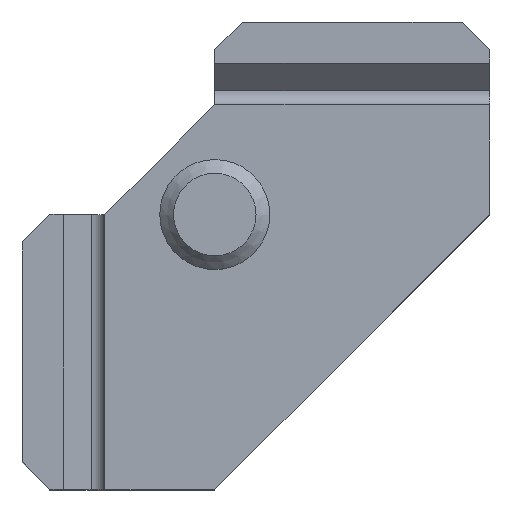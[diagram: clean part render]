
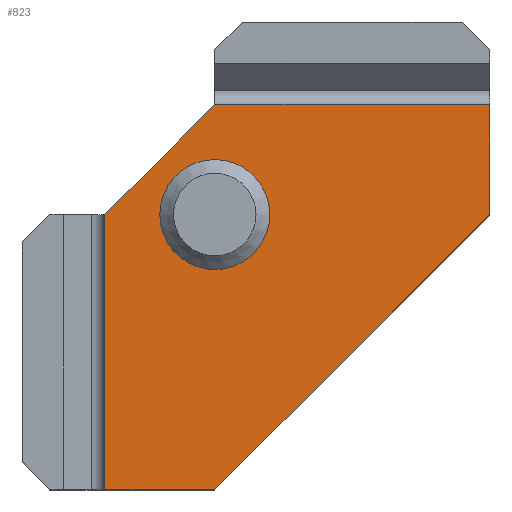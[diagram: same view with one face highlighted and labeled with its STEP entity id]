
A CAD part, top view. The second image highlights one B-rep face of the part: STEP entity #823.
In plain terms, the highlighted planar face has unit normal (0, 0, 1).
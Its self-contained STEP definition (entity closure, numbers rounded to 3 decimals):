
#32 = PLANE('',#33);
#33 = AXIS2_PLACEMENT_3D('',#34,#35,#36);
#34 = CARTESIAN_POINT('',(10.,7.,0.));
#35 = DIRECTION('',(1.,0.,0.));
#36 = DIRECTION('',(0.,-1.,0.));
#254 = VERTEX_POINT('',#255);
#255 = CARTESIAN_POINT('',(10.,4.,8.));
#269 = PLANE('',#270);
#270 = AXIS2_PLACEMENT_3D('',#271,#272,#273);
#271 = CARTESIAN_POINT('',(10.,4.,4.));
#272 = DIRECTION('',(0.,1.,0.));
#273 = DIRECTION('',(0.,0.,1.));
#281 = EDGE_CURVE('',#254,#282,#284,.T.);
#282 = VERTEX_POINT('',#283);
#283 = CARTESIAN_POINT('',(10.,0.,8.));
#284 = SURFACE_CURVE('',#285,(#289,#295),.PCURVE_S1.);
#285 = LINE('',#286,#287);
#286 = CARTESIAN_POINT('',(10.,1.887,8.));
#287 = VECTOR('',#288,1.);
#288 = DIRECTION('',(0.,-1.,0.));
#289 = PCURVE('',#32,#290);
#290 = DEFINITIONAL_REPRESENTATION('',(#291),#294);
#291 = B_SPLINE_CURVE_WITH_KNOTS('',1,(#292,#293),.UNSPECIFIED.,.F.,.F.,
  (2,2),(-3.836,2.587),.PIECEWISE_BEZIER_KNOTS.);
#292 = CARTESIAN_POINT('',(1.277,-8.));
#293 = CARTESIAN_POINT('',(7.7,-8.));
#294 = ( GEOMETRIC_REPRESENTATION_CONTEXT(2) 
PARAMETRIC_REPRESENTATION_CONTEXT() REPRESENTATION_CONTEXT('2D SPACE',''
  ) );
#295 = PCURVE('',#296,#301);
#296 = PLANE('',#297);
#297 = AXIS2_PLACEMENT_3D('',#298,#299,#300);
#298 = CARTESIAN_POINT('',(3.7,-3.227,8.));
#299 = DIRECTION('',(0.,0.,1.));
#300 = DIRECTION('',(0.,1.,0.));
#301 = DEFINITIONAL_REPRESENTATION('',(#302),#305);
#302 = B_SPLINE_CURVE_WITH_KNOTS('',1,(#303,#304),.UNSPECIFIED.,.F.,.F.,
  (2,2),(-3.836,2.587),.PIECEWISE_BEZIER_KNOTS.);
#303 = CARTESIAN_POINT('',(8.95,-6.3));
#304 = CARTESIAN_POINT('',(2.527,-6.3));
#305 = ( GEOMETRIC_REPRESENTATION_CONTEXT(2) 
PARAMETRIC_REPRESENTATION_CONTEXT() REPRESENTATION_CONTEXT('2D SPACE',''
  ) );
#321 = PLANE('',#322);
#322 = AXIS2_PLACEMENT_3D('',#323,#324,#325);
#323 = CARTESIAN_POINT('',(10.,0.,0.));
#324 = DIRECTION('',(0.707,-0.707,0.));
#325 = DIRECTION('',(-0.707,-0.707,0.));
#427 = PLANE('',#428);
#428 = AXIS2_PLACEMENT_3D('',#429,#430,#431);
#429 = CARTESIAN_POINT('',(0.,-10.,0.));
#430 = DIRECTION('',(0.,-1.,0.));
#431 = DIRECTION('',(-1.,0.,0.));
#567 = PLANE('',#568);
#568 = AXIS2_PLACEMENT_3D('',#569,#570,#571);
#569 = CARTESIAN_POINT('',(-4.,0.,0.));
#570 = DIRECTION('',(-0.707,0.707,0.));
#571 = DIRECTION('',(0.707,0.707,0.));
#687 = EDGE_CURVE('',#282,#688,#690,.T.);
#688 = VERTEX_POINT('',#689);
#689 = CARTESIAN_POINT('',(0.,-10.,8.));
#690 = SURFACE_CURVE('',#691,(#695,#701),.PCURVE_S1.);
#691 = LINE('',#692,#693);
#692 = CARTESIAN_POINT('',(7.618,-2.382,8.));
#693 = VECTOR('',#694,1.);
#694 = DIRECTION('',(-0.707,-0.707,-0.));
#695 = PCURVE('',#321,#696);
#696 = DEFINITIONAL_REPRESENTATION('',(#697),#700);
#697 = B_SPLINE_CURVE_WITH_KNOTS('',1,(#698,#699),.UNSPECIFIED.,.F.,.F.,
  (2,2),(-4.782,12.188),.PIECEWISE_BEZIER_KNOTS.);
#698 = CARTESIAN_POINT('',(-1.414,-8.));
#699 = CARTESIAN_POINT('',(15.556,-8.));
#700 = ( GEOMETRIC_REPRESENTATION_CONTEXT(2) 
PARAMETRIC_REPRESENTATION_CONTEXT() REPRESENTATION_CONTEXT('2D SPACE',''
  ) );
#701 = PCURVE('',#296,#702);
#702 = DEFINITIONAL_REPRESENTATION('',(#703),#706);
#703 = B_SPLINE_CURVE_WITH_KNOTS('',1,(#704,#705),.UNSPECIFIED.,.F.,.F.,
  (2,2),(-4.782,12.188),.PIECEWISE_BEZIER_KNOTS.);
#704 = CARTESIAN_POINT('',(4.227,-7.3));
#705 = CARTESIAN_POINT('',(-7.773,4.7));
#706 = ( GEOMETRIC_REPRESENTATION_CONTEXT(2) 
PARAMETRIC_REPRESENTATION_CONTEXT() REPRESENTATION_CONTEXT('2D SPACE',''
  ) );
#823 = ADVANCED_FACE('',(#824,#915),#296,.T.);
#824 = FACE_BOUND('',#825,.T.);
#825 = EDGE_LOOP('',(#826,#827,#848,#869,#895,#914));
#826 = ORIENTED_EDGE('',*,*,#281,.F.);
#827 = ORIENTED_EDGE('',*,*,#828,.F.);
#828 = EDGE_CURVE('',#829,#254,#831,.T.);
#829 = VERTEX_POINT('',#830);
#830 = CARTESIAN_POINT('',(0.,4.,8.));
#831 = SURFACE_CURVE('',#832,(#836,#842),.PCURVE_S1.);
#832 = LINE('',#833,#834);
#833 = CARTESIAN_POINT('',(6.85,4.,8.));
#834 = VECTOR('',#835,1.);
#835 = DIRECTION('',(1.,0.,0.));
#836 = PCURVE('',#296,#837);
#837 = DEFINITIONAL_REPRESENTATION('',(#838),#841);
#838 = B_SPLINE_CURVE_WITH_KNOTS('',1,(#839,#840),.UNSPECIFIED.,.F.,.F.,
  (2,2),(-7.85,4.15),.PIECEWISE_BEZIER_KNOTS.);
#839 = CARTESIAN_POINT('',(7.227,4.7));
#840 = CARTESIAN_POINT('',(7.227,-7.3));
#841 = ( GEOMETRIC_REPRESENTATION_CONTEXT(2) 
PARAMETRIC_REPRESENTATION_CONTEXT() REPRESENTATION_CONTEXT('2D SPACE',''
  ) );
#842 = PCURVE('',#269,#843);
#843 = DEFINITIONAL_REPRESENTATION('',(#844),#847);
#844 = B_SPLINE_CURVE_WITH_KNOTS('',1,(#845,#846),.UNSPECIFIED.,.F.,.F.,
  (2,2),(-7.85,4.15),.PIECEWISE_BEZIER_KNOTS.);
#845 = CARTESIAN_POINT('',(4.,-11.));
#846 = CARTESIAN_POINT('',(4.,1.));
#847 = ( GEOMETRIC_REPRESENTATION_CONTEXT(2) 
PARAMETRIC_REPRESENTATION_CONTEXT() REPRESENTATION_CONTEXT('2D SPACE',''
  ) );
#848 = ORIENTED_EDGE('',*,*,#849,.F.);
#849 = EDGE_CURVE('',#850,#829,#852,.T.);
#850 = VERTEX_POINT('',#851);
#851 = CARTESIAN_POINT('',(-4.,0.,8.));
#852 = SURFACE_CURVE('',#853,(#857,#863),.PCURVE_S1.);
#853 = LINE('',#854,#855);
#854 = CARTESIAN_POINT('',(-2.882,1.118,8.));
#855 = VECTOR('',#856,1.);
#856 = DIRECTION('',(0.707,0.707,0.));
#857 = PCURVE('',#296,#858);
#858 = DEFINITIONAL_REPRESENTATION('',(#859),#862);
#859 = B_SPLINE_CURVE_WITH_KNOTS('',1,(#860,#861),.UNSPECIFIED.,.F.,.F.,
  (2,2),(-2.147,4.641),.PIECEWISE_BEZIER_KNOTS.);
#860 = CARTESIAN_POINT('',(2.827,8.1));
#861 = CARTESIAN_POINT('',(7.627,3.3));
#862 = ( GEOMETRIC_REPRESENTATION_CONTEXT(2) 
PARAMETRIC_REPRESENTATION_CONTEXT() REPRESENTATION_CONTEXT('2D SPACE',''
  ) );
#863 = PCURVE('',#567,#864);
#864 = DEFINITIONAL_REPRESENTATION('',(#865),#868);
#865 = B_SPLINE_CURVE_WITH_KNOTS('',1,(#866,#867),.UNSPECIFIED.,.F.,.F.,
  (2,2),(-2.147,4.641),.PIECEWISE_BEZIER_KNOTS.);
#866 = CARTESIAN_POINT('',(-0.566,-8.));
#867 = CARTESIAN_POINT('',(6.223,-8.));
#868 = ( GEOMETRIC_REPRESENTATION_CONTEXT(2) 
PARAMETRIC_REPRESENTATION_CONTEXT() REPRESENTATION_CONTEXT('2D SPACE',''
  ) );
#869 = ORIENTED_EDGE('',*,*,#870,.F.);
#870 = EDGE_CURVE('',#871,#850,#873,.T.);
#871 = VERTEX_POINT('',#872);
#872 = CARTESIAN_POINT('',(-4.,-10.,8.));
#873 = SURFACE_CURVE('',#874,(#878,#884),.PCURVE_S1.);
#874 = LINE('',#875,#876);
#875 = CARTESIAN_POINT('',(-4.,-6.613,8.));
#876 = VECTOR('',#877,1.);
#877 = DIRECTION('',(0.,1.,0.));
#878 = PCURVE('',#296,#879);
#879 = DEFINITIONAL_REPRESENTATION('',(#880),#883);
#880 = B_SPLINE_CURVE_WITH_KNOTS('',1,(#881,#882),.UNSPECIFIED.,.F.,.F.,
  (2,2),(-4.387,7.613),.PIECEWISE_BEZIER_KNOTS.);
#881 = CARTESIAN_POINT('',(-7.773,7.7));
#882 = CARTESIAN_POINT('',(4.227,7.7));
#883 = ( GEOMETRIC_REPRESENTATION_CONTEXT(2) 
PARAMETRIC_REPRESENTATION_CONTEXT() REPRESENTATION_CONTEXT('2D SPACE',''
  ) );
#884 = PCURVE('',#885,#890);
#885 = PLANE('',#886);
#886 = AXIS2_PLACEMENT_3D('',#887,#888,#889);
#887 = CARTESIAN_POINT('',(-4.,-10.,13.32));
#888 = DIRECTION('',(-1.,0.,0.));
#889 = DIRECTION('',(0.,0.,-1.));
#890 = DEFINITIONAL_REPRESENTATION('',(#891),#894);
#891 = B_SPLINE_CURVE_WITH_KNOTS('',1,(#892,#893),.UNSPECIFIED.,.F.,.F.,
  (2,2),(-4.387,7.613),.PIECEWISE_BEZIER_KNOTS.);
#892 = CARTESIAN_POINT('',(5.32,1.));
#893 = CARTESIAN_POINT('',(5.32,-11.));
#894 = ( GEOMETRIC_REPRESENTATION_CONTEXT(2) 
PARAMETRIC_REPRESENTATION_CONTEXT() REPRESENTATION_CONTEXT('2D SPACE',''
  ) );
#895 = ORIENTED_EDGE('',*,*,#896,.F.);
#896 = EDGE_CURVE('',#688,#871,#897,.T.);
#897 = SURFACE_CURVE('',#898,(#902,#908),.PCURVE_S1.);
#898 = LINE('',#899,#900);
#899 = CARTESIAN_POINT('',(1.85,-10.,8.));
#900 = VECTOR('',#901,1.);
#901 = DIRECTION('',(-1.,-0.,-0.));
#902 = PCURVE('',#296,#903);
#903 = DEFINITIONAL_REPRESENTATION('',(#904),#907);
#904 = B_SPLINE_CURVE_WITH_KNOTS('',1,(#905,#906),.UNSPECIFIED.,.F.,.F.,
  (2,2),(1.15,7.655),.PIECEWISE_BEZIER_KNOTS.);
#905 = CARTESIAN_POINT('',(-6.773,3.));
#906 = CARTESIAN_POINT('',(-6.773,9.505));
#907 = ( GEOMETRIC_REPRESENTATION_CONTEXT(2) 
PARAMETRIC_REPRESENTATION_CONTEXT() REPRESENTATION_CONTEXT('2D SPACE',''
  ) );
#908 = PCURVE('',#427,#909);
#909 = DEFINITIONAL_REPRESENTATION('',(#910),#913);
#910 = B_SPLINE_CURVE_WITH_KNOTS('',1,(#911,#912),.UNSPECIFIED.,.F.,.F.,
  (2,2),(1.15,7.655),.PIECEWISE_BEZIER_KNOTS.);
#911 = CARTESIAN_POINT('',(-0.7,-8.));
#912 = CARTESIAN_POINT('',(5.805,-8.));
#913 = ( GEOMETRIC_REPRESENTATION_CONTEXT(2) 
PARAMETRIC_REPRESENTATION_CONTEXT() REPRESENTATION_CONTEXT('2D SPACE',''
  ) );
#914 = ORIENTED_EDGE('',*,*,#687,.F.);
#915 = FACE_BOUND('',#916,.T.);
#916 = EDGE_LOOP('',(#917));
#917 = ORIENTED_EDGE('',*,*,#918,.F.);
#918 = EDGE_CURVE('',#919,#919,#921,.T.);
#919 = VERTEX_POINT('',#920);
#920 = CARTESIAN_POINT('',(2.,0.,8.));
#921 = SURFACE_CURVE('',#922,(#927,#934),.PCURVE_S1.);
#922 = CIRCLE('',#923,2.);
#923 = AXIS2_PLACEMENT_3D('',#924,#925,#926);
#924 = CARTESIAN_POINT('',(0.,0.,8.));
#925 = DIRECTION('',(0.,0.,1.));
#926 = DIRECTION('',(1.,0.,0.));
#927 = PCURVE('',#296,#928);
#928 = DEFINITIONAL_REPRESENTATION('',(#929),#933);
#929 = CIRCLE('',#930,2.);
#930 = AXIS2_PLACEMENT_2D('',#931,#932);
#931 = CARTESIAN_POINT('',(3.227,3.7));
#932 = DIRECTION('',(0.,-1.));
#933 = ( GEOMETRIC_REPRESENTATION_CONTEXT(2) 
PARAMETRIC_REPRESENTATION_CONTEXT() REPRESENTATION_CONTEXT('2D SPACE',''
  ) );
#934 = PCURVE('',#935,#940);
#935 = CYLINDRICAL_SURFACE('',#936,2.);
#936 = AXIS2_PLACEMENT_3D('',#937,#938,#939);
#937 = CARTESIAN_POINT('',(0.,0.,8.));
#938 = DIRECTION('',(0.,0.,-1.));
#939 = DIRECTION('',(1.,0.,0.));
#940 = DEFINITIONAL_REPRESENTATION('',(#941),#945);
#941 = LINE('',#942,#943);
#942 = CARTESIAN_POINT('',(-0.,0.));
#943 = VECTOR('',#944,1.);
#944 = DIRECTION('',(-1.,0.));
#945 = ( GEOMETRIC_REPRESENTATION_CONTEXT(2) 
PARAMETRIC_REPRESENTATION_CONTEXT() REPRESENTATION_CONTEXT('2D SPACE',''
  ) );
